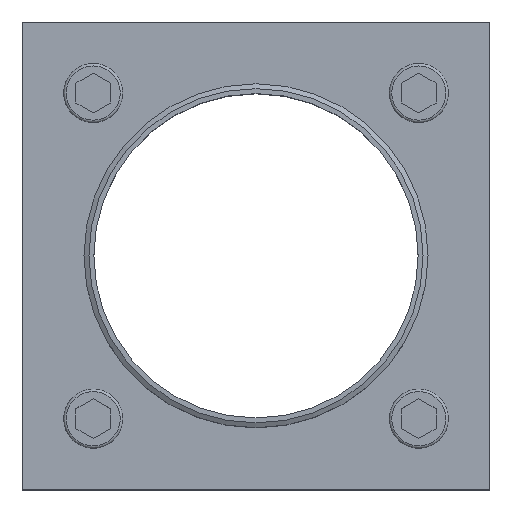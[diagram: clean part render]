
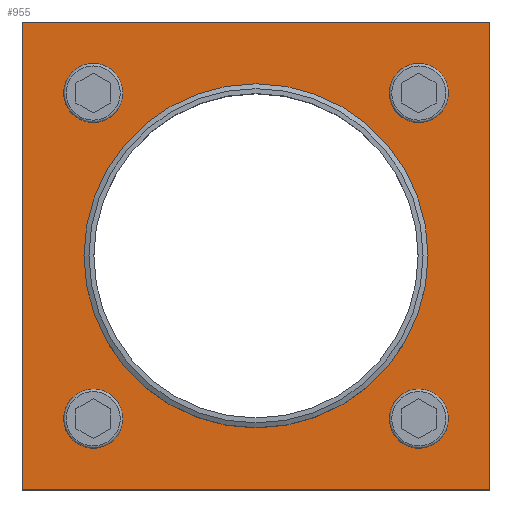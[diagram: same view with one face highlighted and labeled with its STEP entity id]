
A CAD part, top view. The second image highlights one B-rep face of the part: STEP entity #955.
In plain terms, the highlighted planar face has unit normal (0, 0, 1).
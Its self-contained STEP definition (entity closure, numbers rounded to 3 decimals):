
#43=LINE('',#1439,#127);
#44=LINE('',#1442,#128);
#45=LINE('',#1444,#129);
#46=LINE('',#1446,#130);
#127=VECTOR('',#1149,1000.);
#128=VECTOR('',#1150,1000.);
#129=VECTOR('',#1151,1000.);
#130=VECTOR('',#1152,1000.);
#211=ORIENTED_EDGE('',*,*,#449,.T.);
#212=ORIENTED_EDGE('',*,*,#450,.T.);
#213=ORIENTED_EDGE('',*,*,#451,.F.);
#214=ORIENTED_EDGE('',*,*,#452,.T.);
#215=ORIENTED_EDGE('',*,*,#453,.T.);
#216=ORIENTED_EDGE('',*,*,#454,.T.);
#217=ORIENTED_EDGE('',*,*,#455,.T.);
#218=ORIENTED_EDGE('',*,*,#456,.T.);
#219=ORIENTED_EDGE('',*,*,#457,.T.);
#449=EDGE_CURVE('',#568,#568,#659,.T.);
#450=EDGE_CURVE('',#569,#569,#660,.T.);
#451=EDGE_CURVE('',#570,#570,#661,.T.);
#452=EDGE_CURVE('',#571,#572,#43,.T.);
#453=EDGE_CURVE('',#572,#573,#44,.T.);
#454=EDGE_CURVE('',#573,#574,#45,.T.);
#455=EDGE_CURVE('',#574,#571,#46,.T.);
#456=EDGE_CURVE('',#575,#575,#662,.T.);
#457=EDGE_CURVE('',#576,#576,#663,.T.);
#568=VERTEX_POINT('',#1434);
#569=VERTEX_POINT('',#1436);
#570=VERTEX_POINT('',#1438);
#571=VERTEX_POINT('',#1440);
#572=VERTEX_POINT('',#1441);
#573=VERTEX_POINT('',#1443);
#574=VERTEX_POINT('',#1445);
#575=VERTEX_POINT('',#1448);
#576=VERTEX_POINT('',#1450);
#659=CIRCLE('',#1037,12.);
#660=CIRCLE('',#1038,12.);
#661=CIRCLE('',#1039,69.85);
#662=CIRCLE('',#1040,12.);
#663=CIRCLE('',#1041,12.);
#694=EDGE_LOOP('',(#211));
#695=EDGE_LOOP('',(#212));
#696=EDGE_LOOP('',(#213));
#697=EDGE_LOOP('',(#214,#215,#216,#217));
#698=EDGE_LOOP('',(#218));
#699=EDGE_LOOP('',(#219));
#802=FACE_BOUND('',#694,.T.);
#803=FACE_BOUND('',#695,.T.);
#804=FACE_BOUND('',#696,.T.);
#805=FACE_BOUND('',#697,.T.);
#806=FACE_BOUND('',#698,.T.);
#807=FACE_BOUND('',#699,.T.);
#910=PLANE('',#1036);
#955=ADVANCED_FACE('',(#802,#803,#804,#805,#806,#807),#910,.T.);
#1036=AXIS2_PLACEMENT_3D('',#1432,#1141,#1142);
#1037=AXIS2_PLACEMENT_3D('',#1433,#1143,#1144);
#1038=AXIS2_PLACEMENT_3D('',#1435,#1145,#1146);
#1039=AXIS2_PLACEMENT_3D('',#1437,#1147,#1148);
#1040=AXIS2_PLACEMENT_3D('',#1447,#1153,#1154);
#1041=AXIS2_PLACEMENT_3D('',#1449,#1155,#1156);
#1141=DIRECTION('',(0.,0.,1.));
#1142=DIRECTION('',(1.,0.,0.));
#1143=DIRECTION('',(0.,0.,-1.));
#1144=DIRECTION('',(-1.,0.,0.));
#1145=DIRECTION('',(0.,0.,-1.));
#1146=DIRECTION('',(-1.,0.,0.));
#1147=DIRECTION('',(0.,0.,1.));
#1148=DIRECTION('',(1.,0.,0.));
#1149=DIRECTION('',(0.,-1.,0.));
#1150=DIRECTION('',(1.,0.,0.));
#1151=DIRECTION('',(0.,1.,0.));
#1152=DIRECTION('',(-1.,0.,0.));
#1153=DIRECTION('',(0.,0.,-1.));
#1154=DIRECTION('',(-1.,0.,0.));
#1155=DIRECTION('',(0.,0.,-1.));
#1156=DIRECTION('',(-1.,0.,0.));
#1432=CARTESIAN_POINT('',(0.,0.,30.));
#1433=CARTESIAN_POINT('',(-66.114,-66.114,30.));
#1434=CARTESIAN_POINT('',(-78.114,-66.114,30.));
#1435=CARTESIAN_POINT('',(66.114,66.114,30.));
#1436=CARTESIAN_POINT('',(54.114,66.114,30.));
#1437=CARTESIAN_POINT('',(0.,0.,30.));
#1438=CARTESIAN_POINT('',(69.85,0.,30.));
#1439=CARTESIAN_POINT('',(-95.,95.,30.));
#1440=CARTESIAN_POINT('',(-95.,95.,30.));
#1441=CARTESIAN_POINT('',(-95.,-95.,30.));
#1442=CARTESIAN_POINT('',(-95.,-95.,30.));
#1443=CARTESIAN_POINT('',(95.,-95.,30.));
#1444=CARTESIAN_POINT('',(95.,-95.,30.));
#1445=CARTESIAN_POINT('',(95.,95.,30.));
#1446=CARTESIAN_POINT('',(95.,95.,30.));
#1447=CARTESIAN_POINT('',(-66.114,66.114,30.));
#1448=CARTESIAN_POINT('',(-78.114,66.114,30.));
#1449=CARTESIAN_POINT('',(66.114,-66.114,30.));
#1450=CARTESIAN_POINT('',(54.114,-66.114,30.));
